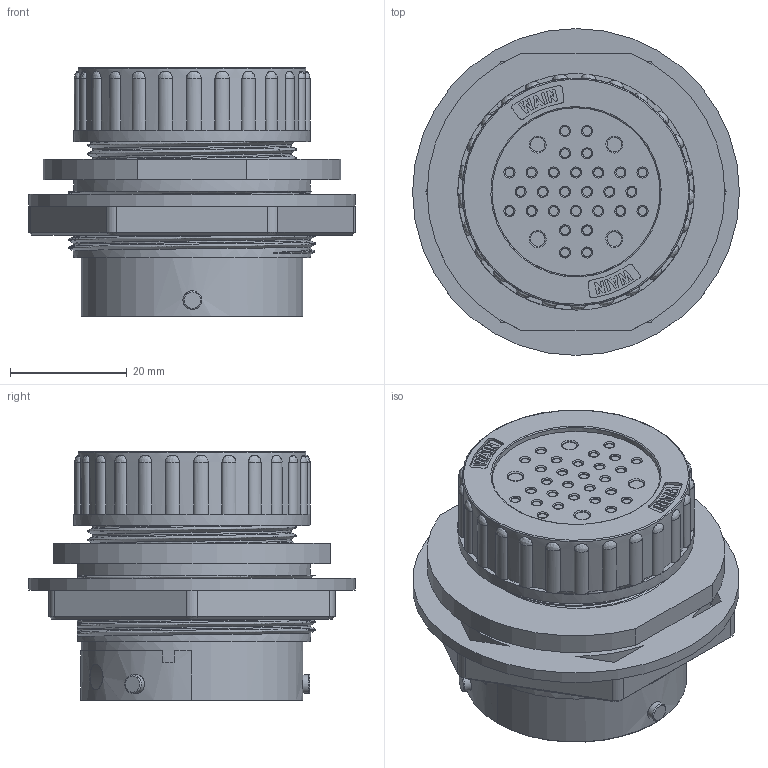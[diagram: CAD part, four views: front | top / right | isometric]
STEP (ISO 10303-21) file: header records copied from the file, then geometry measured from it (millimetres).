
FILE_DESCRIPTION(/* description */ (''),/* implementation_level */ '2;1');
FILE_NAME(/* name */ '333333.stp',/* time_stamp */ '2024-01-30T16:28:43+08:00',/* author */ (''),/* organization */ (''),/* preprocessor_version */ 'ST-DEVELOPER v18.1',/* originating_system */ 'SIEMENS PLM Software NX 1980',/* authorisation */ '');
FILE_SCHEMA (('AUTOMOTIVE_DESIGN { 1 0 10303 214 3 1 1 1 }'));
Products named in the file (1): 333333
Bounding box: 56 x 56 x 42.6 mm (x, y, z)
Volume: 49365.3 mm3; surface area: 19606.8 mm2
Topology: 1 solids, 7 shells, 1776 faces, 4858 edges, 3183 vertices
Faces by surface type: plane 1497, cylinder 156, bspline 45, torus 37, extrusion 25, cone 16
Full cylindrical faces by diameter (mm): 1.5 x28, 2.5 x4, 3.2 x3, 3.35 x28, 4.4 x2, 4.7 x8, 5.4 x4, 28.8 x1, 34 x1, 38 x2, 39 x1, 40.5 x1, 41.2 x1, 56 x1
Entity records: 64485 total; most frequent: CARTESIAN_POINT 20490, ORIENTED_EDGE 9322, DIRECTION 8307, EDGE_CURVE 4661, VECTOR 4013, LINE 3988, VERTEX_POINT 3167, AXIS2_PLACEMENT_3D 2147
